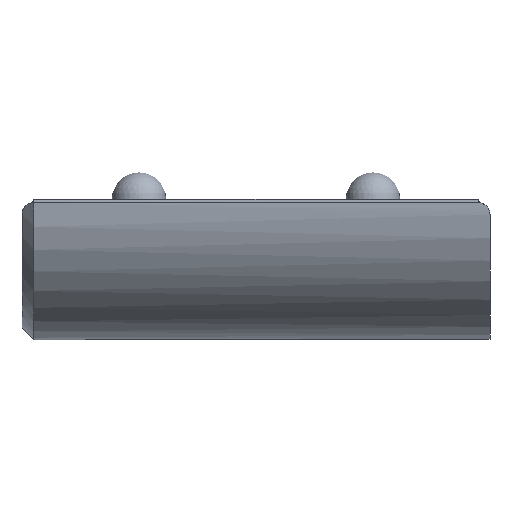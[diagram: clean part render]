
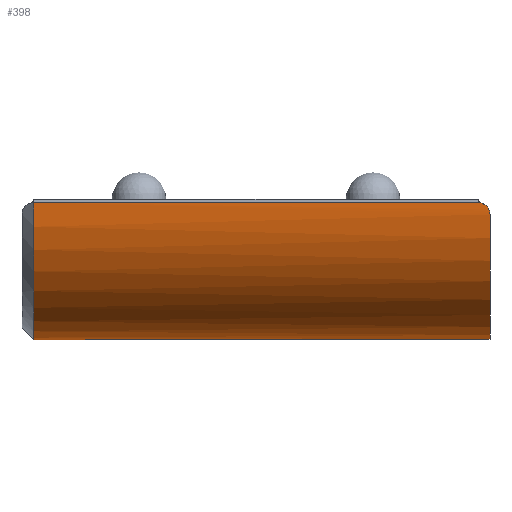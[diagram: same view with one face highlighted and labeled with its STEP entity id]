
A CAD part, left-side view. The second image highlights one B-rep face of the part: STEP entity #398.
In plain terms, the highlighted cylindrical face has radius 6 mm (diameter 12 mm), a partial arc.
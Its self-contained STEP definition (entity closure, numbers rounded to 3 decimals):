
#49=FACE_OUTER_BOUND('',#78,.T.);
#78=EDGE_LOOP('',(#335,#336,#337,#338,#339,#340));
#89=CIRCLE('',#434,6.);
#108=CIRCLE('',#468,6.);
#124=LINE('',#707,#142);
#129=LINE('',#765,#147);
#142=VECTOR('',#532,10.);
#147=VECTOR('',#557,10.);
#152=B_SPLINE_CURVE_WITH_KNOTS('',3,(#616,#617,#618,#619,#620,#621,#622,
#623,#624,#625),.UNSPECIFIED.,.F.,.F.,(4,2,2,2,4),(0.227,0.246,
0.265,0.284,0.302),.UNSPECIFIED.);
#156=B_SPLINE_CURVE_WITH_KNOTS('',3,(#666,#667,#668,#669,#670,#671,#672,
#673,#674,#675),.UNSPECIFIED.,.F.,.F.,(4,2,2,2,4),(0.302,0.321,
0.34,0.359,0.378),.UNSPECIFIED.);
#162=VERTEX_POINT('',#614);
#163=VERTEX_POINT('',#615);
#168=VERTEX_POINT('',#647);
#172=VERTEX_POINT('',#665);
#180=VERTEX_POINT('',#706);
#187=VERTEX_POINT('',#747);
#200=EDGE_CURVE('',#162,#163,#152,.T.);
#207=EDGE_CURVE('',#162,#168,#89,.T.);
#212=EDGE_CURVE('',#172,#168,#156,.T.);
#225=EDGE_CURVE('',#180,#163,#124,.T.);
#238=EDGE_CURVE('',#172,#187,#129,.T.);
#247=EDGE_CURVE('',#180,#187,#108,.T.);
#335=ORIENTED_EDGE('',*,*,#200,.F.);
#336=ORIENTED_EDGE('',*,*,#207,.T.);
#337=ORIENTED_EDGE('',*,*,#212,.F.);
#338=ORIENTED_EDGE('',*,*,#238,.T.);
#339=ORIENTED_EDGE('',*,*,#247,.F.);
#340=ORIENTED_EDGE('',*,*,#225,.T.);
#379=CYLINDRICAL_SURFACE('',#467,6.);
#398=ADVANCED_FACE('',(#49),#379,.T.);
#434=AXIS2_PLACEMENT_3D('',#649,#497,#498);
#467=AXIS2_PLACEMENT_3D('',#782,#576,#577);
#468=AXIS2_PLACEMENT_3D('',#783,#578,#579);
#497=DIRECTION('center_axis',(0.,1.,0.));
#498=DIRECTION('ref_axis',(1.,0.,0.));
#532=DIRECTION('',(0.,-1.,0.));
#557=DIRECTION('',(0.,1.,0.));
#576=DIRECTION('center_axis',(0.,1.,0.));
#577=DIRECTION('ref_axis',(1.,0.,0.));
#578=DIRECTION('center_axis',(0.,1.,0.));
#579=DIRECTION('ref_axis',(1.,0.,0.));
#614=CARTESIAN_POINT('',(5.965,0.,-0.65));
#615=CARTESIAN_POINT('',(5.998,0.5,-0.15));
#616=CARTESIAN_POINT('Ctrl Pts',(5.965,0.,-0.65));
#617=CARTESIAN_POINT('Ctrl Pts',(5.972,0.,
-0.587));
#618=CARTESIAN_POINT('Ctrl Pts',(5.978,0.012,-0.52));
#619=CARTESIAN_POINT('Ctrl Pts',(5.987,0.063,-0.397));
#620=CARTESIAN_POINT('Ctrl Pts',(5.99,0.102,-0.341));
#621=CARTESIAN_POINT('Ctrl Pts',(5.995,0.191,-0.252));
#622=CARTESIAN_POINT('Ctrl Pts',(5.996,0.247,-0.214));
#623=CARTESIAN_POINT('Ctrl Pts',(5.998,0.37,-0.163));
#624=CARTESIAN_POINT('Ctrl Pts',(5.998,0.437,-0.15));
#625=CARTESIAN_POINT('Ctrl Pts',(5.998,0.5,-0.15));
#647=CARTESIAN_POINT('',(-5.965,0.,-0.65));
#649=CARTESIAN_POINT('Origin',(0.,0.,
0.));
#665=CARTESIAN_POINT('',(-5.998,0.5,-0.15));
#666=CARTESIAN_POINT('Ctrl Pts',(-5.998,0.5,-0.15));
#667=CARTESIAN_POINT('Ctrl Pts',(-5.998,0.437,-0.15));
#668=CARTESIAN_POINT('Ctrl Pts',(-5.998,0.37,-0.163));
#669=CARTESIAN_POINT('Ctrl Pts',(-5.996,0.247,-0.214));
#670=CARTESIAN_POINT('Ctrl Pts',(-5.995,0.191,-0.252));
#671=CARTESIAN_POINT('Ctrl Pts',(-5.99,0.102,-0.341));
#672=CARTESIAN_POINT('Ctrl Pts',(-5.987,0.063,-0.397));
#673=CARTESIAN_POINT('Ctrl Pts',(-5.978,0.012,-0.52));
#674=CARTESIAN_POINT('Ctrl Pts',(-5.972,0.,
-0.587));
#675=CARTESIAN_POINT('Ctrl Pts',(-5.965,0.,
-0.65));
#706=CARTESIAN_POINT('',(5.998,19.5,-0.15));
#707=CARTESIAN_POINT('',(5.998,10.,-0.15));
#747=CARTESIAN_POINT('',(-5.998,19.5,-0.15));
#765=CARTESIAN_POINT('',(-5.998,10.,-0.15));
#782=CARTESIAN_POINT('Origin',(0.,10.,0.));
#783=CARTESIAN_POINT('Origin',(0.,19.5,0.));
